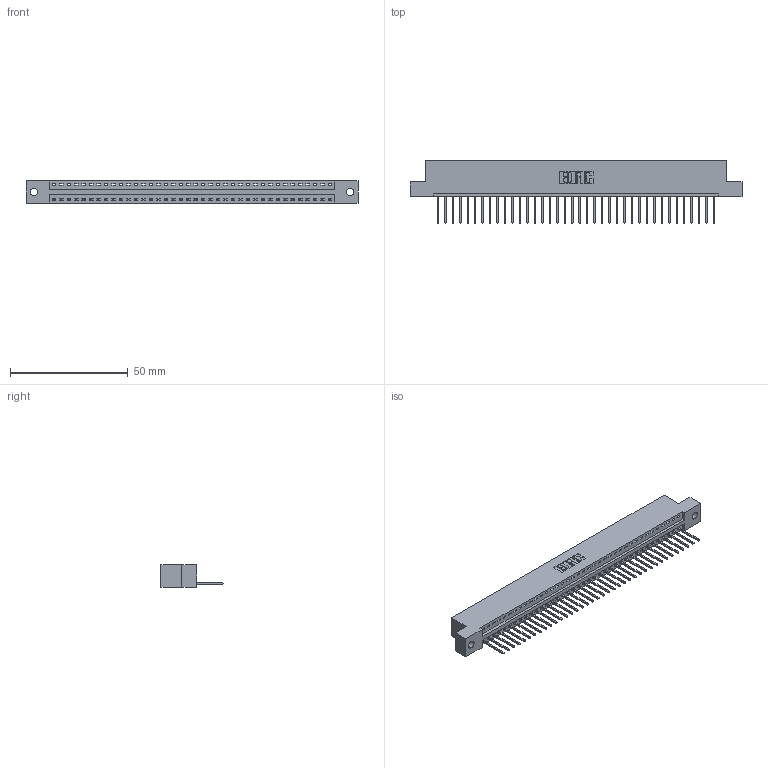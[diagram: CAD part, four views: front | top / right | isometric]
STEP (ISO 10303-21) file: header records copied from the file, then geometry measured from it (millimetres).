
FILE_DESCRIPTION (( 'STEP AP203' ), '1' );
FILE_NAME ('346-038-522-102.STEP', '2018-08-24T04:54:04', ( '' ), ( '' ), 'SwSTEP 2.0', 'SolidWorks 2016', '' );
FILE_SCHEMA (( 'CONFIG_CONTROL_DESIGN' ));
Length unit declared in the file: inch
Products named in the file (3): 346-038-522-102; 346 Part_Flush Mounting Lugs - 0.128 Dia; 345-292-001_345-293-122
Assembly tree (39 placements, depth 2):
  346-038-522-102
    346 Part_Flush Mounting Lugs - 0.128 Dia
    345-292-001_345-293-122  x38
Bounding box: 141.22 x 26.42 x 9.4 mm (x, y, z)
Volume: 13458.8 mm3; surface area: 16647.2 mm2
Topology: 39 solids, 39 shells, 2326 faces, 7017 edges, 4626 vertices
Faces by surface type: plane 1596, cylinder 730
Entity records: 24143 total; most frequent: CARTESIAN_POINT 4146, ORIENTED_EDGE 4118, DIRECTION 3663, EDGE_CURVE 2059, LINE 1775, VECTOR 1775, VERTEX_POINT 1370, AXIS2_PLACEMENT_3D 944
